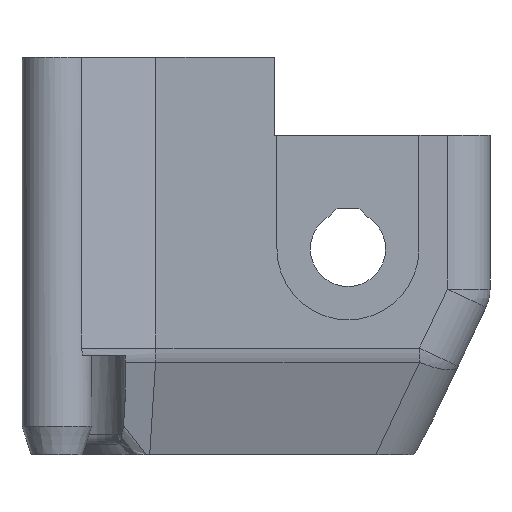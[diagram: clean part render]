
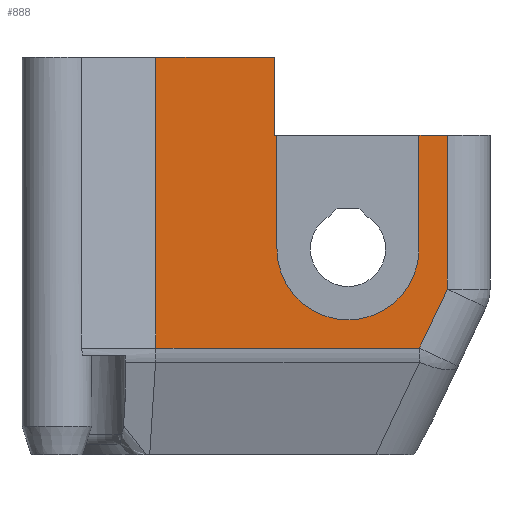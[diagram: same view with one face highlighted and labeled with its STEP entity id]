
A CAD part, front view. The second image highlights one B-rep face of the part: STEP entity #888.
In plain terms, the highlighted planar face has unit normal (0, -1, 0).
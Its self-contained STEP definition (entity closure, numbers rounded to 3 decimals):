
#49=CIRCLE('',#972,5.);
#87=FACE_OUTER_BOUND('',#138,.T.);
#138=EDGE_LOOP('',(#671,#672,#673,#674,#675,#676,#677,#678,#679,#680,#681));
#204=LINE('',#1445,#299);
#208=LINE('',#1460,#303);
#211=LINE('',#1471,#306);
#213=LINE('',#1475,#308);
#214=LINE('',#1477,#309);
#215=LINE('',#1481,#310);
#216=LINE('',#1483,#311);
#217=LINE('',#1485,#312);
#218=LINE('',#1487,#313);
#219=LINE('',#1488,#314);
#299=VECTOR('',#1094,10.);
#303=VECTOR('',#1112,10.);
#306=VECTOR('',#1123,10.);
#308=VECTOR('',#1127,10.);
#309=VECTOR('',#1128,10.);
#310=VECTOR('',#1131,10.);
#311=VECTOR('',#1132,10.);
#312=VECTOR('',#1133,10.);
#313=VECTOR('',#1134,10.);
#314=VECTOR('',#1135,10.);
#395=VERTEX_POINT('',#1426);
#398=VERTEX_POINT('',#1437);
#402=VERTEX_POINT('',#1452);
#408=VERTEX_POINT('',#1469);
#409=VERTEX_POINT('',#1474);
#410=VERTEX_POINT('',#1476);
#411=VERTEX_POINT('',#1478);
#412=VERTEX_POINT('',#1480);
#413=VERTEX_POINT('',#1482);
#414=VERTEX_POINT('',#1484);
#415=VERTEX_POINT('',#1486);
#495=EDGE_CURVE('',#398,#395,#204,.T.);
#503=EDGE_CURVE('',#402,#398,#208,.T.);
#508=EDGE_CURVE('',#408,#402,#211,.T.);
#510=EDGE_CURVE('',#408,#409,#213,.T.);
#511=EDGE_CURVE('',#409,#410,#214,.T.);
#512=EDGE_CURVE('',#410,#411,#49,.T.);
#513=EDGE_CURVE('',#411,#412,#215,.T.);
#514=EDGE_CURVE('',#412,#413,#216,.T.);
#515=EDGE_CURVE('',#413,#414,#217,.T.);
#516=EDGE_CURVE('',#415,#414,#218,.T.);
#517=EDGE_CURVE('',#415,#395,#219,.T.);
#671=ORIENTED_EDGE('',*,*,#495,.F.);
#672=ORIENTED_EDGE('',*,*,#503,.F.);
#673=ORIENTED_EDGE('',*,*,#508,.F.);
#674=ORIENTED_EDGE('',*,*,#510,.T.);
#675=ORIENTED_EDGE('',*,*,#511,.T.);
#676=ORIENTED_EDGE('',*,*,#512,.T.);
#677=ORIENTED_EDGE('',*,*,#513,.T.);
#678=ORIENTED_EDGE('',*,*,#514,.T.);
#679=ORIENTED_EDGE('',*,*,#515,.T.);
#680=ORIENTED_EDGE('',*,*,#516,.F.);
#681=ORIENTED_EDGE('',*,*,#517,.T.);
#842=PLANE('',#971);
#888=ADVANCED_FACE('',(#87),#842,.T.);
#971=AXIS2_PLACEMENT_3D('',#1473,#1125,#1126);
#972=AXIS2_PLACEMENT_3D('',#1479,#1129,#1130);
#1094=DIRECTION('',(-1.,0.,0.));
#1112=DIRECTION('',(-0.427,0.,-0.904));
#1123=DIRECTION('',(0.,0.,-1.));
#1125=DIRECTION('center_axis',(0.,-1.,0.));
#1126=DIRECTION('ref_axis',(-1.,0.,0.));
#1127=DIRECTION('',(-1.,0.,0.));
#1128=DIRECTION('',(0.,0.,-1.));
#1129=DIRECTION('center_axis',(0.,1.,0.));
#1130=DIRECTION('ref_axis',(1.,0.,0.));
#1131=DIRECTION('',(0.,0.,1.));
#1132=DIRECTION('',(-1.,0.,0.));
#1133=DIRECTION('',(0.,0.,1.));
#1134=DIRECTION('',(1.,0.,0.));
#1135=DIRECTION('',(0.,0.,-1.));
#1426=CARTESIAN_POINT('',(6.982,0.2,-14.98));
#1437=CARTESIAN_POINT('',(25.536,0.2,-14.98));
#1445=CARTESIAN_POINT('',(26.688,0.2,-14.98));
#1452=CARTESIAN_POINT('',(27.5,0.2,-10.827));
#1460=CARTESIAN_POINT('',(28.709,0.2,-8.268));
#1469=CARTESIAN_POINT('',(27.5,0.2,0.));
#1471=CARTESIAN_POINT('',(27.5,0.2,0.));
#1473=CARTESIAN_POINT('Origin',(30.5,0.2,0.));
#1474=CARTESIAN_POINT('',(25.5,0.2,0.));
#1475=CARTESIAN_POINT('',(30.5,0.2,0.));
#1476=CARTESIAN_POINT('',(25.5,0.2,-8.));
#1477=CARTESIAN_POINT('',(25.5,0.2,-4.));
#1478=CARTESIAN_POINT('',(15.5,0.2,-8.));
#1479=CARTESIAN_POINT('Origin',(20.5,0.2,-8.));
#1480=CARTESIAN_POINT('',(15.5,0.2,0.));
#1481=CARTESIAN_POINT('',(15.5,0.2,0.));
#1482=CARTESIAN_POINT('',(15.3,0.2,0.));
#1483=CARTESIAN_POINT('',(30.5,0.2,0.));
#1484=CARTESIAN_POINT('',(15.3,0.2,5.5));
#1485=CARTESIAN_POINT('',(15.3,0.2,0.));
#1486=CARTESIAN_POINT('',(6.982,0.2,5.5));
#1487=CARTESIAN_POINT('',(30.5,0.2,5.5));
#1488=CARTESIAN_POINT('',(6.982,0.2,0.));
